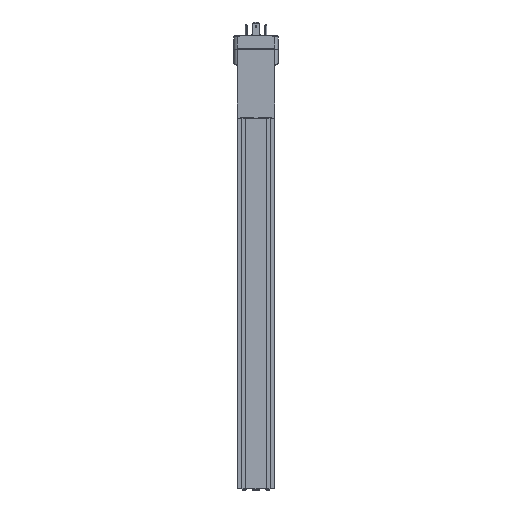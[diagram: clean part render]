
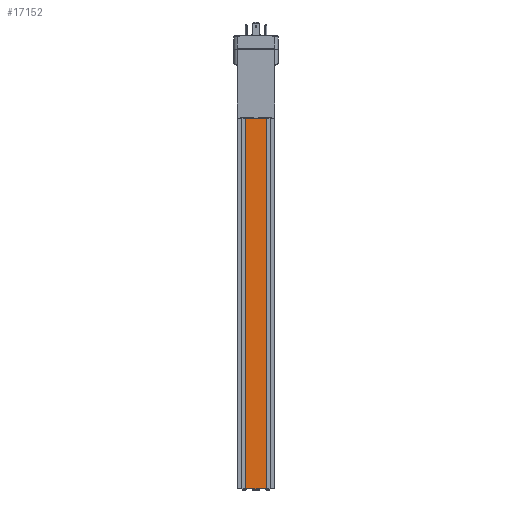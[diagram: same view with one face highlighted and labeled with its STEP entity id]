
A CAD part, front view. The second image highlights one B-rep face of the part: STEP entity #17152.
In plain terms, the highlighted planar face has unit normal (0, -1, 0).
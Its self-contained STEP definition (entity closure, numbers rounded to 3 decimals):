
#321 = PLANE ( 'NONE',  #3813 ) ;
#524 = LINE ( 'NONE', #11293, #5438 ) ;
#1515 = CARTESIAN_POINT ( 'NONE',  ( -9., 0., -329.5 ) ) ;
#3414 = EDGE_CURVE ( 'NONE', #14216, #4732, #9217, .T. ) ;
#3813 = AXIS2_PLACEMENT_3D ( 'NONE', #8255, #6456, #9468 ) ;
#4033 = CARTESIAN_POINT ( 'NONE',  ( 9., 0., 0. ) ) ;
#4732 = VERTEX_POINT ( 'NONE', #4033 ) ;
#5438 = VECTOR ( 'NONE', #15742, 1000. ) ;
#5504 = ORIENTED_EDGE ( 'NONE', *, *, #9966, .T. ) ;
#6456 = DIRECTION ( 'NONE',  ( 0., -1., 0. ) ) ;
#6497 = EDGE_CURVE ( 'NONE', #19187, #13310, #18331, .T. ) ;
#6606 = DIRECTION ( 'NONE',  ( 0., 0., 1. ) ) ;
#7457 = LINE ( 'NONE', #16440, #16172 ) ;
#8255 = CARTESIAN_POINT ( 'NONE',  ( 9., 0., -329.5 ) ) ;
#8859 = DIRECTION ( 'NONE',  ( 0., 0., 1. ) ) ;
#9053 = DIRECTION ( 'NONE',  ( 1., 0., 0. ) ) ;
#9217 = LINE ( 'NONE', #18697, #14381 ) ;
#9468 = DIRECTION ( 'NONE',  ( 0., 0., -1. ) ) ;
#9662 = VECTOR ( 'NONE', #8859, 1000. ) ;
#9966 = EDGE_CURVE ( 'NONE', #19187, #14216, #7457, .T. ) ;
#10325 = ORIENTED_EDGE ( 'NONE', *, *, #6497, .F. ) ;
#11293 = CARTESIAN_POINT ( 'NONE',  ( 9., 0., 0. ) ) ;
#11707 = ORIENTED_EDGE ( 'NONE', *, *, #19386, .F. ) ;
#12817 = ORIENTED_EDGE ( 'NONE', *, *, #3414, .T. ) ;
#12893 = FACE_OUTER_BOUND ( 'NONE', #17379, .T. ) ;
#13310 = VERTEX_POINT ( 'NONE', #17958 ) ;
#13351 = CARTESIAN_POINT ( 'NONE',  ( 9., 0., -329.5 ) ) ;
#14216 = VERTEX_POINT ( 'NONE', #13351 ) ;
#14381 = VECTOR ( 'NONE', #6606, 1000. ) ;
#15742 = DIRECTION ( 'NONE',  ( 1., 0., 0. ) ) ;
#16172 = VECTOR ( 'NONE', #9053, 1000. ) ;
#16440 = CARTESIAN_POINT ( 'NONE',  ( 9., 0., -329.5 ) ) ;
#17152 = ADVANCED_FACE ( 'NONE', ( #12893 ), #321, .T. ) ;
#17379 = EDGE_LOOP ( 'NONE', ( #11707, #10325, #5504, #12817 ) ) ;
#17958 = CARTESIAN_POINT ( 'NONE',  ( -9., 0., 0. ) ) ;
#18331 = LINE ( 'NONE', #1515, #9662 ) ;
#18447 = CARTESIAN_POINT ( 'NONE',  ( -9., 0., -329.5 ) ) ;
#18697 = CARTESIAN_POINT ( 'NONE',  ( 9., 0., -329.5 ) ) ;
#19187 = VERTEX_POINT ( 'NONE', #18447 ) ;
#19386 = EDGE_CURVE ( 'NONE', #13310, #4732, #524, .T. ) ;
